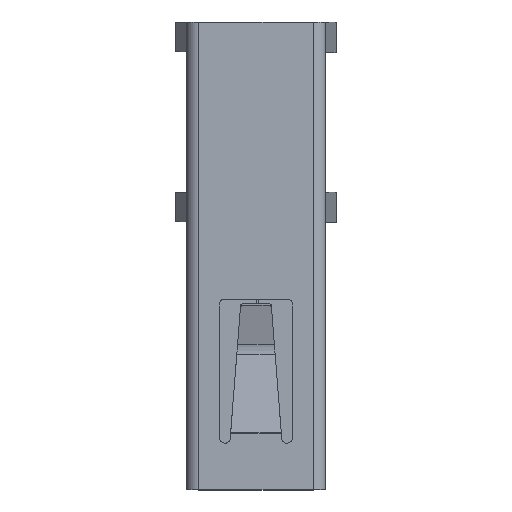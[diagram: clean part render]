
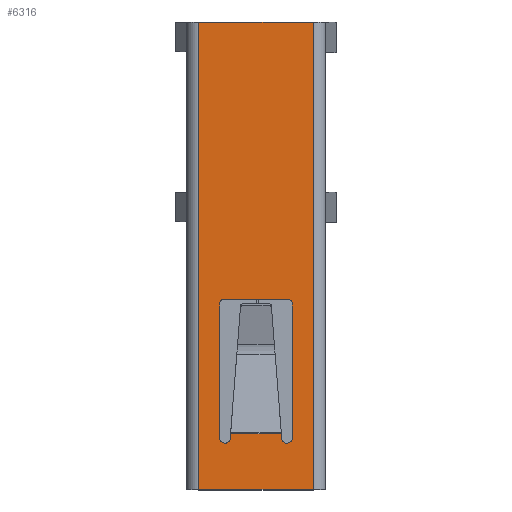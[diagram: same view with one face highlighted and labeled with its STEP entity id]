
A CAD part, top view. The second image highlights one B-rep face of the part: STEP entity #6316.
In plain terms, the highlighted planar face has unit normal (0, 0, 1).
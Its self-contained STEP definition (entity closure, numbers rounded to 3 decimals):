
#510 = DIRECTION ( 'NONE',  ( 1., 0., 0. ) ) ;
#817 = CARTESIAN_POINT ( 'NONE',  ( -2.36, 9.625, 6.55 ) ) ;
#874 = CIRCLE ( 'NONE', #11719, 0.2 ) ;
#1063 = DIRECTION ( 'NONE',  ( 0., 0., 1. ) ) ;
#1282 = CARTESIAN_POINT ( 'NONE',  ( 1.3, -1.986, 6.55 ) ) ;
#1400 = DIRECTION ( 'NONE',  ( 0., -1., 0. ) ) ;
#1481 = VECTOR ( 'NONE', #16406, 1000. ) ;
#1735 = AXIS2_PLACEMENT_3D ( 'NONE', #817, #11161, #29032 ) ;
#2334 = LINE ( 'NONE', #28173, #24564 ) ;
#2400 = ORIENTED_EDGE ( 'NONE', *, *, #20808, .T. ) ;
#2490 = VECTOR ( 'NONE', #31945, 1000. ) ;
#2644 = CARTESIAN_POINT ( 'NONE',  ( -1.5, -7.495, 6.55 ) ) ;
#2935 = CARTESIAN_POINT ( 'NONE',  ( -1.043, -7.321, 6.55 ) ) ;
#3322 = EDGE_CURVE ( 'NONE', #31603, #9874, #19810, .T. ) ;
#3557 = DIRECTION ( 'NONE',  ( 0., 1., 0. ) ) ;
#3602 = AXIS2_PLACEMENT_3D ( 'NONE', #1282, #8766, #27612 ) ;
#3883 = VECTOR ( 'NONE', #1400, 1000. ) ;
#3905 = EDGE_CURVE ( 'NONE', #11747, #27753, #2334, .T. ) ;
#4059 = ORIENTED_EDGE ( 'NONE', *, *, #23644, .F. ) ;
#4227 = ORIENTED_EDGE ( 'NONE', *, *, #6196, .T. ) ;
#4324 = CIRCLE ( 'NONE', #31421, 0.228 ) ;
#5137 = DIRECTION ( 'NONE',  ( 1., 0., 0. ) ) ;
#5585 = LINE ( 'NONE', #18353, #15086 ) ;
#6034 = CARTESIAN_POINT ( 'NONE',  ( 1.3, -1.786, 6.55 ) ) ;
#6189 = ORIENTED_EDGE ( 'NONE', *, *, #24812, .F. ) ;
#6196 = EDGE_CURVE ( 'NONE', #7314, #21652, #25313, .T. ) ;
#6316 = ADVANCED_FACE ( 'NONE', ( #8641, #29547 ), #8811, .F. ) ;
#6461 = EDGE_CURVE ( 'NONE', #21652, #9874, #28503, .T. ) ;
#6510 = CARTESIAN_POINT ( 'NONE',  ( 2.36, 9.625, 6.55 ) ) ;
#7314 = VERTEX_POINT ( 'NONE', #18116 ) ;
#7797 = VERTEX_POINT ( 'NONE', #10566 ) ;
#8031 = CARTESIAN_POINT ( 'NONE',  ( -1.043, -7.321, 6.55 ) ) ;
#8130 = VERTEX_POINT ( 'NONE', #9646 ) ;
#8538 = LINE ( 'NONE', #29608, #10375 ) ;
#8641 = FACE_OUTER_BOUND ( 'NONE', #23697, .T. ) ;
#8766 = DIRECTION ( 'NONE',  ( 0., 0., 1. ) ) ;
#8811 = PLANE ( 'NONE',  #1735 ) ;
#9355 = ORIENTED_EDGE ( 'NONE', *, *, #3322, .F. ) ;
#9357 = CARTESIAN_POINT ( 'NONE',  ( -2.36, 9.625, 6.55 ) ) ;
#9646 = CARTESIAN_POINT ( 'NONE',  ( -1.3, -1.786, 6.55 ) ) ;
#9874 = VERTEX_POINT ( 'NONE', #27532 ) ;
#10213 = VERTEX_POINT ( 'NONE', #2644 ) ;
#10375 = VECTOR ( 'NONE', #13972, 1000. ) ;
#10566 = CARTESIAN_POINT ( 'NONE',  ( 1.5, -1.986, 6.55 ) ) ;
#10646 = VERTEX_POINT ( 'NONE', #23761 ) ;
#10925 = VECTOR ( 'NONE', #30387, 1000. ) ;
#11161 = DIRECTION ( 'NONE',  ( 0., 0., -1. ) ) ;
#11205 = CIRCLE ( 'NONE', #3602, 0.2 ) ;
#11719 = AXIS2_PLACEMENT_3D ( 'NONE', #33464, #18390, #510 ) ;
#11747 = VERTEX_POINT ( 'NONE', #24215 ) ;
#12043 = CARTESIAN_POINT ( 'NONE',  ( -2.36, -9.625, 6.55 ) ) ;
#12153 = ORIENTED_EDGE ( 'NONE', *, *, #30458, .T. ) ;
#13972 = DIRECTION ( 'NONE',  ( 0., 1., 0. ) ) ;
#14069 = ORIENTED_EDGE ( 'NONE', *, *, #24575, .F. ) ;
#15086 = VECTOR ( 'NONE', #25663, 1000. ) ;
#15231 = EDGE_CURVE ( 'NONE', #24406, #31301, #8538, .T. ) ;
#15395 = ORIENTED_EDGE ( 'NONE', *, *, #30002, .F. ) ;
#16175 = DIRECTION ( 'NONE',  ( -1., 0., 0. ) ) ;
#16406 = DIRECTION ( 'NONE',  ( -1., 0., 0. ) ) ;
#16515 = CARTESIAN_POINT ( 'NONE',  ( -1.043, -7.495, 6.55 ) ) ;
#16736 = VECTOR ( 'NONE', #16175, 1000. ) ;
#16763 = AXIS2_PLACEMENT_3D ( 'NONE', #24365, #1063, #24852 ) ;
#16787 = CIRCLE ( 'NONE', #16763, 0.228 ) ;
#18116 = CARTESIAN_POINT ( 'NONE',  ( -2.36, 9.625, 6.55 ) ) ;
#18353 = CARTESIAN_POINT ( 'NONE',  ( -2.36, 9.625, 6.55 ) ) ;
#18390 = DIRECTION ( 'NONE',  ( 0., 0., -1. ) ) ;
#18862 = VECTOR ( 'NONE', #3557, 1000. ) ;
#18881 = CARTESIAN_POINT ( 'NONE',  ( 1.043, -7.321, 6.55 ) ) ;
#19407 = CARTESIAN_POINT ( 'NONE',  ( -1.5, -1.986, 6.55 ) ) ;
#19810 = LINE ( 'NONE', #6510, #3883 ) ;
#20808 = EDGE_CURVE ( 'NONE', #10213, #10646, #27199, .T. ) ;
#20920 = CARTESIAN_POINT ( 'NONE',  ( 1.5, -7.495, 6.55 ) ) ;
#20945 = CARTESIAN_POINT ( 'NONE',  ( -1.272, -7.495, 6.55 ) ) ;
#21277 = ORIENTED_EDGE ( 'NONE', *, *, #3905, .T. ) ;
#21620 = LINE ( 'NONE', #24522, #2490 ) ;
#21652 = VERTEX_POINT ( 'NONE', #12043 ) ;
#22719 = DIRECTION ( 'NONE',  ( 1., 0., 0. ) ) ;
#22730 = DIRECTION ( 'NONE',  ( 0., 1., 0. ) ) ;
#23644 = EDGE_CURVE ( 'NONE', #31589, #7797, #21620, .T. ) ;
#23697 = EDGE_LOOP ( 'NONE', ( #26502, #9355, #14069, #4227 ) ) ;
#23729 = EDGE_CURVE ( 'NONE', #10646, #8130, #874, .T. ) ;
#23761 = CARTESIAN_POINT ( 'NONE',  ( -1.5, -1.986, 6.55 ) ) ;
#23976 = EDGE_CURVE ( 'NONE', #7797, #33255, #11205, .T. ) ;
#24215 = CARTESIAN_POINT ( 'NONE',  ( 1.043, -7.495, 6.55 ) ) ;
#24365 = CARTESIAN_POINT ( 'NONE',  ( 1.272, -7.495, 6.55 ) ) ;
#24406 = VERTEX_POINT ( 'NONE', #16515 ) ;
#24522 = CARTESIAN_POINT ( 'NONE',  ( 1.5, -1.986, 6.55 ) ) ;
#24564 = VECTOR ( 'NONE', #22730, 1000. ) ;
#24575 = EDGE_CURVE ( 'NONE', #7314, #31603, #5585, .T. ) ;
#24812 = EDGE_CURVE ( 'NONE', #11747, #31589, #16787, .T. ) ;
#24852 = DIRECTION ( 'NONE',  ( -1., 0., 0. ) ) ;
#25313 = LINE ( 'NONE', #9357, #10925 ) ;
#25663 = DIRECTION ( 'NONE',  ( 1., 0., 0. ) ) ;
#26244 = EDGE_CURVE ( 'NONE', #24406, #10213, #4324, .T. ) ;
#26502 = ORIENTED_EDGE ( 'NONE', *, *, #6461, .T. ) ;
#27199 = LINE ( 'NONE', #19407, #18862 ) ;
#27532 = CARTESIAN_POINT ( 'NONE',  ( 2.36, -9.625, 6.55 ) ) ;
#27612 = DIRECTION ( 'NONE',  ( -1., 0., 0. ) ) ;
#27643 = ORIENTED_EDGE ( 'NONE', *, *, #23976, .F. ) ;
#27753 = VERTEX_POINT ( 'NONE', #18881 ) ;
#28173 = CARTESIAN_POINT ( 'NONE',  ( 1.043, -7.295, 6.55 ) ) ;
#28503 = LINE ( 'NONE', #31178, #33197 ) ;
#28558 = ORIENTED_EDGE ( 'NONE', *, *, #15231, .F. ) ;
#28745 = LINE ( 'NONE', #8031, #16736 ) ;
#28782 = ORIENTED_EDGE ( 'NONE', *, *, #23729, .T. ) ;
#28919 = DIRECTION ( 'NONE',  ( 0., 0., -1. ) ) ;
#29032 = DIRECTION ( 'NONE',  ( -1., 0., 0. ) ) ;
#29221 = CARTESIAN_POINT ( 'NONE',  ( 2.36, 9.625, 6.55 ) ) ;
#29308 = LINE ( 'NONE', #6034, #1481 ) ;
#29547 = FACE_BOUND ( 'NONE', #30775, .T. ) ;
#29608 = CARTESIAN_POINT ( 'NONE',  ( -1.043, -7.295, 6.55 ) ) ;
#30002 = EDGE_CURVE ( 'NONE', #33255, #8130, #29308, .T. ) ;
#30387 = DIRECTION ( 'NONE',  ( 0., -1., 0. ) ) ;
#30458 = EDGE_CURVE ( 'NONE', #27753, #31301, #28745, .T. ) ;
#30620 = ORIENTED_EDGE ( 'NONE', *, *, #26244, .T. ) ;
#30775 = EDGE_LOOP ( 'NONE', ( #12153, #28558, #30620, #2400, #28782, #15395, #27643, #4059, #6189, #21277 ) ) ;
#31178 = CARTESIAN_POINT ( 'NONE',  ( -2.36, -9.625, 6.55 ) ) ;
#31301 = VERTEX_POINT ( 'NONE', #2935 ) ;
#31421 = AXIS2_PLACEMENT_3D ( 'NONE', #20945, #28919, #5137 ) ;
#31589 = VERTEX_POINT ( 'NONE', #20920 ) ;
#31603 = VERTEX_POINT ( 'NONE', #29221 ) ;
#31945 = DIRECTION ( 'NONE',  ( 0., 1., 0. ) ) ;
#32339 = CARTESIAN_POINT ( 'NONE',  ( 1.3, -1.786, 6.55 ) ) ;
#33197 = VECTOR ( 'NONE', #22719, 1000. ) ;
#33255 = VERTEX_POINT ( 'NONE', #32339 ) ;
#33464 = CARTESIAN_POINT ( 'NONE',  ( -1.3, -1.986, 6.55 ) ) ;
